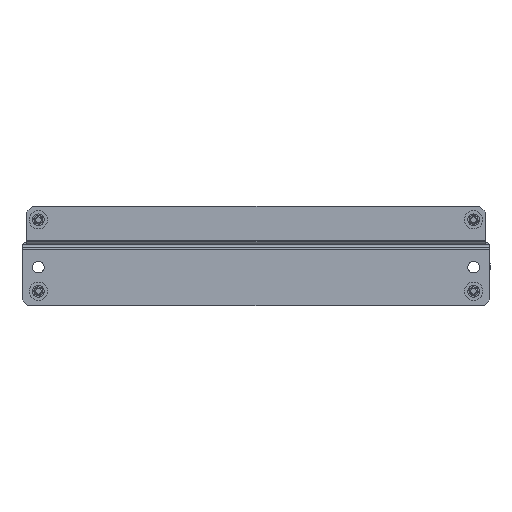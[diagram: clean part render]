
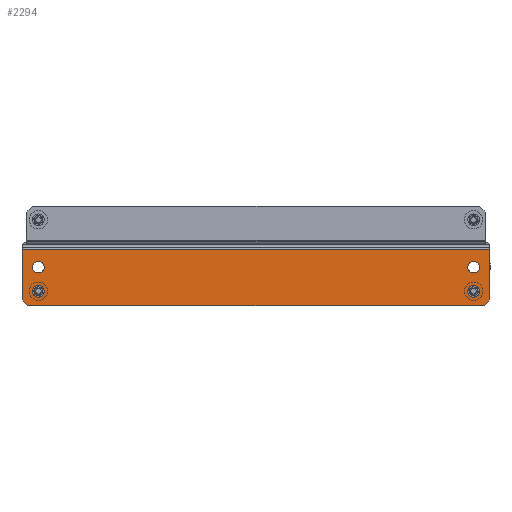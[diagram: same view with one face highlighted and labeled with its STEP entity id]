
A CAD part, left-side view. The second image highlights one B-rep face of the part: STEP entity #2294.
In plain terms, the highlighted face is planar.
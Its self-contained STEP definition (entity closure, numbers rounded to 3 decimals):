
#48 = EDGE_CURVE ( 'NONE', #6017, #1409, #6789, .T. ) ;
#109 = DIRECTION ( 'NONE',  ( 0., 1., 0. ) ) ;
#132 = ORIENTED_EDGE ( 'NONE', *, *, #740, .F. ) ;
#227 = CARTESIAN_POINT ( 'NONE',  ( 8.25, -1.5, -112.5 ) ) ;
#273 = CARTESIAN_POINT ( 'NONE',  ( -13.25, -1.5, 121. ) ) ;
#322 = EDGE_CURVE ( 'NONE', #1553, #5162, #2469, .T. ) ;
#344 = VERTEX_POINT ( 'NONE', #4555 ) ;
#633 = DIRECTION ( 'NONE',  ( 0.707, 0., 0.707 ) ) ;
#740 = EDGE_CURVE ( 'NONE', #2850, #2582, #9841, .T. ) ;
#822 = CIRCLE ( 'NONE', #8025, 3. ) ;
#885 = CARTESIAN_POINT ( 'NONE',  ( 12.75, -1.5, -121. ) ) ;
#918 = AXIS2_PLACEMENT_3D ( 'NONE', #227, #5083, #4972 ) ;
#986 = DIRECTION ( 'NONE',  ( -1., 0., 0. ) ) ;
#1066 = CARTESIAN_POINT ( 'NONE',  ( 5.25, -1.5, -112.5 ) ) ;
#1086 = ORIENTED_EDGE ( 'NONE', *, *, #4230, .F. ) ;
#1189 = DIRECTION ( 'NONE',  ( -0.707, 0., 0.707 ) ) ;
#1199 = DIRECTION ( 'NONE',  ( 0., 0., -1. ) ) ;
#1409 = VERTEX_POINT ( 'NONE', #1840 ) ;
#1553 = VERTEX_POINT ( 'NONE', #1952 ) ;
#1574 = EDGE_CURVE ( 'NONE', #5253, #344, #3560, .T. ) ;
#1688 = CIRCLE ( 'NONE', #3237, 3. ) ;
#1753 = CARTESIAN_POINT ( 'NONE',  ( 8.25, -1.5, -112.5 ) ) ;
#1805 = FACE_BOUND ( 'NONE', #2674, .T. ) ;
#1840 = CARTESIAN_POINT ( 'NONE',  ( -7.25, -1.5, 112.5 ) ) ;
#1877 = DIRECTION ( 'NONE',  ( 0., 1., 0. ) ) ;
#1895 = DIRECTION ( 'NONE',  ( -1., 0., 0. ) ) ;
#1911 = CARTESIAN_POINT ( 'NONE',  ( -15.75, -1.5, 121. ) ) ;
#1952 = CARTESIAN_POINT ( 'NONE',  ( -13.25, -1.5, -121. ) ) ;
#2104 = CARTESIAN_POINT ( 'NONE',  ( 8.25, -1.5, 112.5 ) ) ;
#2166 = DIRECTION ( 'NONE',  ( -1., 0., 0. ) ) ;
#2265 = VECTOR ( 'NONE', #6525, 1000. ) ;
#2294 = ADVANCED_FACE ( 'NONE', ( #4217, #4330, #1805, #9037, #7483 ), #5986, .F. ) ;
#2318 = EDGE_CURVE ( 'NONE', #10441, #6893, #4696, .T. ) ;
#2469 = LINE ( 'NONE', #3366, #5260 ) ;
#2488 = DIRECTION ( 'NONE',  ( 0., -1., 0. ) ) ;
#2508 = AXIS2_PLACEMENT_3D ( 'NONE', #3965, #4019, #9393 ) ;
#2546 = AXIS2_PLACEMENT_3D ( 'NONE', #2104, #4577, #1895 ) ;
#2582 = VERTEX_POINT ( 'NONE', #5120 ) ;
#2613 = CARTESIAN_POINT ( 'NONE',  ( -15.75, -1.5, 121. ) ) ;
#2674 = EDGE_LOOP ( 'NONE', ( #9237, #9156 ) ) ;
#2757 = ORIENTED_EDGE ( 'NONE', *, *, #9949, .F. ) ;
#2818 = AXIS2_PLACEMENT_3D ( 'NONE', #8964, #4093, #3881 ) ;
#2850 = VERTEX_POINT ( 'NONE', #273 ) ;
#3225 = VECTOR ( 'NONE', #633, 1000. ) ;
#3237 = AXIS2_PLACEMENT_3D ( 'NONE', #8371, #1877, #6758 ) ;
#3256 = DIRECTION ( 'NONE',  ( -1., 0., 0. ) ) ;
#3282 = CARTESIAN_POINT ( 'NONE',  ( -4.25, -1.5, -112.5 ) ) ;
#3333 = DIRECTION ( 'NONE',  ( 0., 0., -1. ) ) ;
#3366 = CARTESIAN_POINT ( 'NONE',  ( -15.75, -1.5, -121. ) ) ;
#3383 = CARTESIAN_POINT ( 'NONE',  ( -13.25, -1.5, 121. ) ) ;
#3550 = LINE ( 'NONE', #3383, #8190 ) ;
#3560 = LINE ( 'NONE', #9351, #6916 ) ;
#3859 = EDGE_LOOP ( 'NONE', ( #6912, #9951, #132, #8345, #5346, #7753 ) ) ;
#3881 = DIRECTION ( 'NONE',  ( -1., 0., 0. ) ) ;
#3905 = CIRCLE ( 'NONE', #6297, 3. ) ;
#3965 = CARTESIAN_POINT ( 'NONE',  ( -4.25, -1.5, 112.5 ) ) ;
#4019 = DIRECTION ( 'NONE',  ( 0., 1., 0. ) ) ;
#4093 = DIRECTION ( 'NONE',  ( 0., -1., 0. ) ) ;
#4167 = DIRECTION ( 'NONE',  ( 0., -1., 0. ) ) ;
#4217 = FACE_BOUND ( 'NONE', #4535, .T. ) ;
#4230 = EDGE_CURVE ( 'NONE', #10392, #9235, #7612, .T. ) ;
#4330 = FACE_BOUND ( 'NONE', #4522, .T. ) ;
#4332 = VERTEX_POINT ( 'NONE', #4682 ) ;
#4522 = EDGE_LOOP ( 'NONE', ( #9851, #10526 ) ) ;
#4535 = EDGE_LOOP ( 'NONE', ( #1086, #2757 ) ) ;
#4555 = CARTESIAN_POINT ( 'NONE',  ( 15.75, -1.5, -118. ) ) ;
#4577 = DIRECTION ( 'NONE',  ( 0., 1., 0. ) ) ;
#4583 = EDGE_CURVE ( 'NONE', #5253, #2582, #7838, .T. ) ;
#4629 = CARTESIAN_POINT ( 'NONE',  ( 12.75, -1.5, -121. ) ) ;
#4682 = CARTESIAN_POINT ( 'NONE',  ( 11.25, -1.5, 112.5 ) ) ;
#4696 = CIRCLE ( 'NONE', #918, 3. ) ;
#4923 = CARTESIAN_POINT ( 'NONE',  ( 15.75, -1.5, 118. ) ) ;
#4972 = DIRECTION ( 'NONE',  ( -1., 0., 0. ) ) ;
#5083 = DIRECTION ( 'NONE',  ( 0., -1., 0. ) ) ;
#5092 = DIRECTION ( 'NONE',  ( 1., 0., 0. ) ) ;
#5120 = CARTESIAN_POINT ( 'NONE',  ( 12.75, -1.5, 121. ) ) ;
#5162 = VERTEX_POINT ( 'NONE', #885 ) ;
#5253 = VERTEX_POINT ( 'NONE', #4923 ) ;
#5260 = VECTOR ( 'NONE', #5092, 1000. ) ;
#5276 = CARTESIAN_POINT ( 'NONE',  ( 15.75, -1.5, 118. ) ) ;
#5346 = ORIENTED_EDGE ( 'NONE', *, *, #322, .T. ) ;
#5495 = DIRECTION ( 'NONE',  ( 0., 1., 0. ) ) ;
#5596 = CARTESIAN_POINT ( 'NONE',  ( 8.25, -1.5, 112.5 ) ) ;
#5986 = PLANE ( 'NONE',  #6923 ) ;
#6000 = EDGE_LOOP ( 'NONE', ( #10567, #8118 ) ) ;
#6017 = VERTEX_POINT ( 'NONE', #7565 ) ;
#6297 = AXIS2_PLACEMENT_3D ( 'NONE', #1753, #4167, #3256 ) ;
#6525 = DIRECTION ( 'NONE',  ( 1., 0., 0. ) ) ;
#6758 = DIRECTION ( 'NONE',  ( -1., 0., 0. ) ) ;
#6789 = CIRCLE ( 'NONE', #2508, 3. ) ;
#6893 = VERTEX_POINT ( 'NONE', #6896 ) ;
#6896 = CARTESIAN_POINT ( 'NONE',  ( 11.25, -1.5, -112.5 ) ) ;
#6912 = ORIENTED_EDGE ( 'NONE', *, *, #1574, .F. ) ;
#6916 = VECTOR ( 'NONE', #1199, 1000. ) ;
#6923 = AXIS2_PLACEMENT_3D ( 'NONE', #1911, #109, #986 ) ;
#7151 = EDGE_CURVE ( 'NONE', #7672, #4332, #10122, .T. ) ;
#7168 = CIRCLE ( 'NONE', #2546, 3. ) ;
#7260 = DIRECTION ( 'NONE',  ( -1., 0., 0. ) ) ;
#7483 = FACE_OUTER_BOUND ( 'NONE', #3859, .T. ) ;
#7565 = CARTESIAN_POINT ( 'NONE',  ( -1.25, -1.5, 112.5 ) ) ;
#7612 = CIRCLE ( 'NONE', #2818, 3. ) ;
#7662 = CARTESIAN_POINT ( 'NONE',  ( 5.25, -1.5, 112.5 ) ) ;
#7672 = VERTEX_POINT ( 'NONE', #7662 ) ;
#7753 = ORIENTED_EDGE ( 'NONE', *, *, #8854, .T. ) ;
#7838 = LINE ( 'NONE', #5276, #8817 ) ;
#8025 = AXIS2_PLACEMENT_3D ( 'NONE', #3282, #2488, #7260 ) ;
#8118 = ORIENTED_EDGE ( 'NONE', *, *, #8746, .T. ) ;
#8190 = VECTOR ( 'NONE', #3333, 1000. ) ;
#8345 = ORIENTED_EDGE ( 'NONE', *, *, #9994, .T. ) ;
#8371 = CARTESIAN_POINT ( 'NONE',  ( -4.25, -1.5, 112.5 ) ) ;
#8421 = AXIS2_PLACEMENT_3D ( 'NONE', #5596, #5495, #2166 ) ;
#8746 = EDGE_CURVE ( 'NONE', #4332, #7672, #7168, .T. ) ;
#8817 = VECTOR ( 'NONE', #1189, 1000. ) ;
#8854 = EDGE_CURVE ( 'NONE', #5162, #344, #9653, .T. ) ;
#8964 = CARTESIAN_POINT ( 'NONE',  ( -4.25, -1.5, -112.5 ) ) ;
#9037 = FACE_BOUND ( 'NONE', #6000, .T. ) ;
#9156 = ORIENTED_EDGE ( 'NONE', *, *, #48, .T. ) ;
#9235 = VERTEX_POINT ( 'NONE', #10341 ) ;
#9237 = ORIENTED_EDGE ( 'NONE', *, *, #10490, .T. ) ;
#9351 = CARTESIAN_POINT ( 'NONE',  ( 15.75, -1.5, 121. ) ) ;
#9393 = DIRECTION ( 'NONE',  ( -1., 0., 0. ) ) ;
#9646 = EDGE_CURVE ( 'NONE', #6893, #10441, #3905, .T. ) ;
#9653 = LINE ( 'NONE', #4629, #3225 ) ;
#9841 = LINE ( 'NONE', #2613, #2265 ) ;
#9851 = ORIENTED_EDGE ( 'NONE', *, *, #2318, .F. ) ;
#9949 = EDGE_CURVE ( 'NONE', #9235, #10392, #822, .T. ) ;
#9951 = ORIENTED_EDGE ( 'NONE', *, *, #4583, .T. ) ;
#9994 = EDGE_CURVE ( 'NONE', #2850, #1553, #3550, .T. ) ;
#10122 = CIRCLE ( 'NONE', #8421, 3. ) ;
#10341 = CARTESIAN_POINT ( 'NONE',  ( -1.25, -1.5, -112.5 ) ) ;
#10392 = VERTEX_POINT ( 'NONE', #10552 ) ;
#10441 = VERTEX_POINT ( 'NONE', #1066 ) ;
#10490 = EDGE_CURVE ( 'NONE', #1409, #6017, #1688, .T. ) ;
#10526 = ORIENTED_EDGE ( 'NONE', *, *, #9646, .F. ) ;
#10552 = CARTESIAN_POINT ( 'NONE',  ( -7.25, -1.5, -112.5 ) ) ;
#10567 = ORIENTED_EDGE ( 'NONE', *, *, #7151, .T. ) ;
